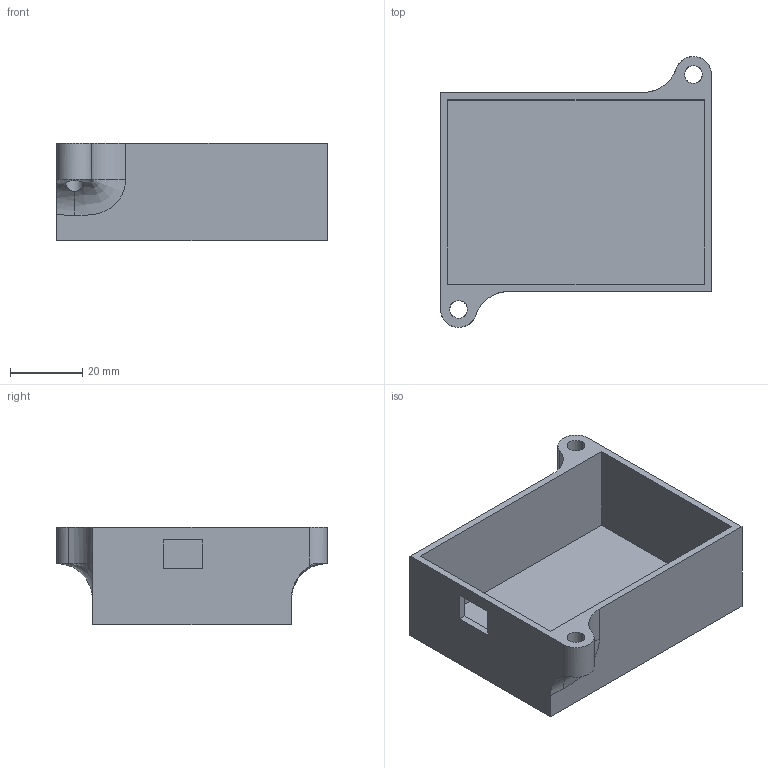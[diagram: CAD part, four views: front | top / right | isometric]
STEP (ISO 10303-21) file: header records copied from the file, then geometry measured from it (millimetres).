
FILE_DESCRIPTION(('CATIA V5 STEP Exchange'),'2;1');
FILE_NAME('ECU_RECEIVER_LOWER_CASE_V1.stp','2023-05-31T19:34:29+00:00',('none'),('none'),'CATIA Version 5 Release 21 GA (IN-10)','CATIA V5 STEP AP203','none');
FILE_SCHEMA(('CONFIG_CONTROL_DESIGN'));
Length unit declared in the file: millimetre
Products named in the file (1): Part1
Bounding box: 75 x 75 x 27 mm (x, y, z)
Volume: 22857.1 mm3; surface area: 22143 mm2
Topology: 1 solids, 1 shells, 27 faces, 80 edges, 54 vertices
Faces by surface type: plane 15, cylinder 8, bspline 4
Entity records: 1662 total; most frequent: CARTESIAN_POINT 944, ORIENTED_EDGE 160, DIRECTION 100, EDGE_CURVE 80, VERTEX_POINT 54, VECTOR 46, LINE 46, AXIS2_PLACEMENT_3D 34
